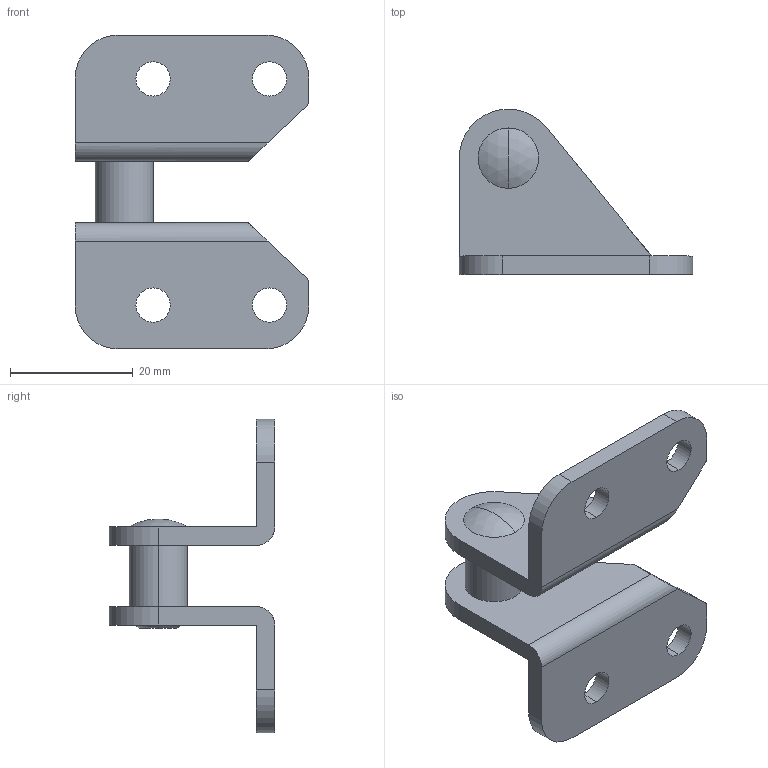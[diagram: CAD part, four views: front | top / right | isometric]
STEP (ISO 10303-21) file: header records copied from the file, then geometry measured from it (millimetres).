
FILE_DESCRIPTION (( 'STEP AP214' ), '1' );
FILE_NAME ('GH-451-LPSS(Â²¤Æ).STEP', '2020-07-08T09:05:10', ( 'LinWei' ), ( '' ), 'SwSTEP 2.0', 'SolidWorks 2016', '' );
FILE_SCHEMA (( 'AUTOMOTIVE_DESIGN' ));
Length unit declared in the file: millimetre
Products named in the file (2): GH-451-LPSS(簡化); Group1^GH-451-LP(簡化)
Assembly tree (1 placements, depth 2):
  GH-451-LPSS(簡化)
    Group1^GH-451-LP(簡化)
Bounding box: 38.1 x 27 x 51.2 mm (x, y, z)
Volume: 7654.2 mm3; surface area: 6212.7 mm2
Topology: 1 solids, 2 shells, 52 faces, 128 edges, 85 vertices
Faces by surface type: cylinder 24, plane 22, cone 2, torus 2, sphere 2
Entity records: 1725 total; most frequent: DIRECTION 298, CARTESIAN_POINT 275, ORIENTED_EDGE 256, EDGE_CURVE 128, AXIS2_PLACEMENT_3D 116, VERTEX_POINT 85, EDGE_LOOP 67, VECTOR 66
